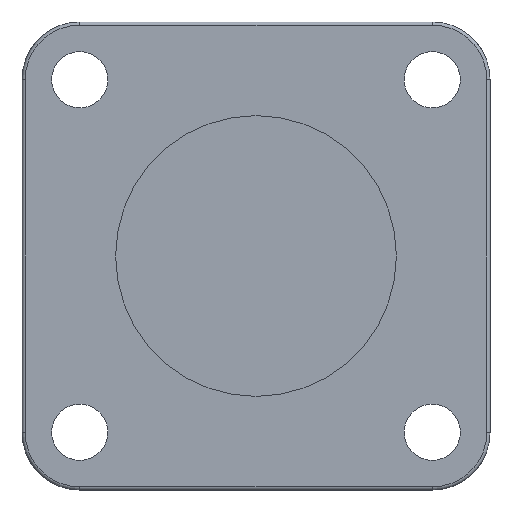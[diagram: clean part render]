
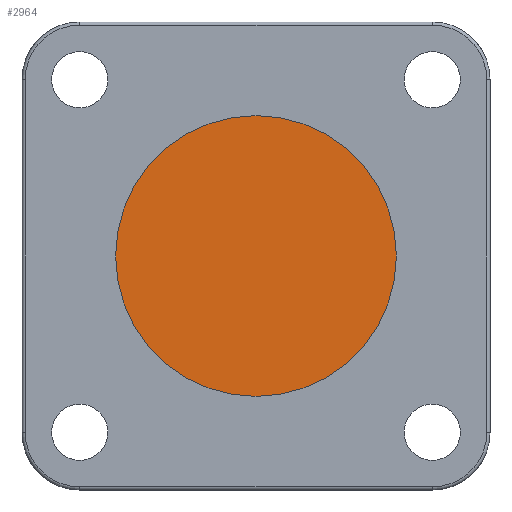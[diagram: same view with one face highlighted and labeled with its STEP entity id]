
A CAD part, front view. The second image highlights one B-rep face of the part: STEP entity #2964.
In plain terms, the highlighted planar face has unit normal (0, -1, 0).
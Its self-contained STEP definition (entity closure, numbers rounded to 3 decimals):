
#327 = DIRECTION ( 'NONE',  ( 0., -1., 0. ) ) ;
#938 = CARTESIAN_POINT ( 'NONE',  ( 0., 5., 0. ) ) ;
#974 = CIRCLE ( 'NONE', #3031, 22.5 ) ;
#1097 = EDGE_CURVE ( 'NONE', #2072, #3354, #974, .T. ) ;
#1150 = ORIENTED_EDGE ( 'NONE', *, *, #3165, .T. ) ;
#1190 = EDGE_LOOP ( 'NONE', ( #3414, #1150 ) ) ;
#1215 = DIRECTION ( 'NONE',  ( 0., -1., 0. ) ) ;
#1393 = AXIS2_PLACEMENT_3D ( 'NONE', #938, #1215, #3709 ) ;
#1689 = CARTESIAN_POINT ( 'NONE',  ( 0., 5., 0. ) ) ;
#1883 = AXIS2_PLACEMENT_3D ( 'NONE', #3739, #327, #1892 ) ;
#1892 = DIRECTION ( 'NONE',  ( 0., 0., -1. ) ) ;
#1991 = DIRECTION ( 'NONE',  ( 0., 0., -1. ) ) ;
#2070 = FACE_OUTER_BOUND ( 'NONE', #1190, .T. ) ;
#2072 = VERTEX_POINT ( 'NONE', #3189 ) ;
#2451 = PLANE ( 'NONE',  #1883 ) ;
#2879 = CIRCLE ( 'NONE', #1393, 22.5 ) ;
#2922 = CARTESIAN_POINT ( 'NONE',  ( 0., 5., 22.5 ) ) ;
#2964 = ADVANCED_FACE ( 'NONE', ( #2070 ), #2451, .T. ) ;
#3031 = AXIS2_PLACEMENT_3D ( 'NONE', #1689, #3221, #1991 ) ;
#3165 = EDGE_CURVE ( 'NONE', #3354, #2072, #2879, .T. ) ;
#3189 = CARTESIAN_POINT ( 'NONE',  ( 0., 5., -22.5 ) ) ;
#3221 = DIRECTION ( 'NONE',  ( 0., -1., 0. ) ) ;
#3354 = VERTEX_POINT ( 'NONE', #2922 ) ;
#3414 = ORIENTED_EDGE ( 'NONE', *, *, #1097, .T. ) ;
#3709 = DIRECTION ( 'NONE',  ( 0., 0., -1. ) ) ;
#3739 = CARTESIAN_POINT ( 'NONE',  ( 0., 5., 0. ) ) ;
